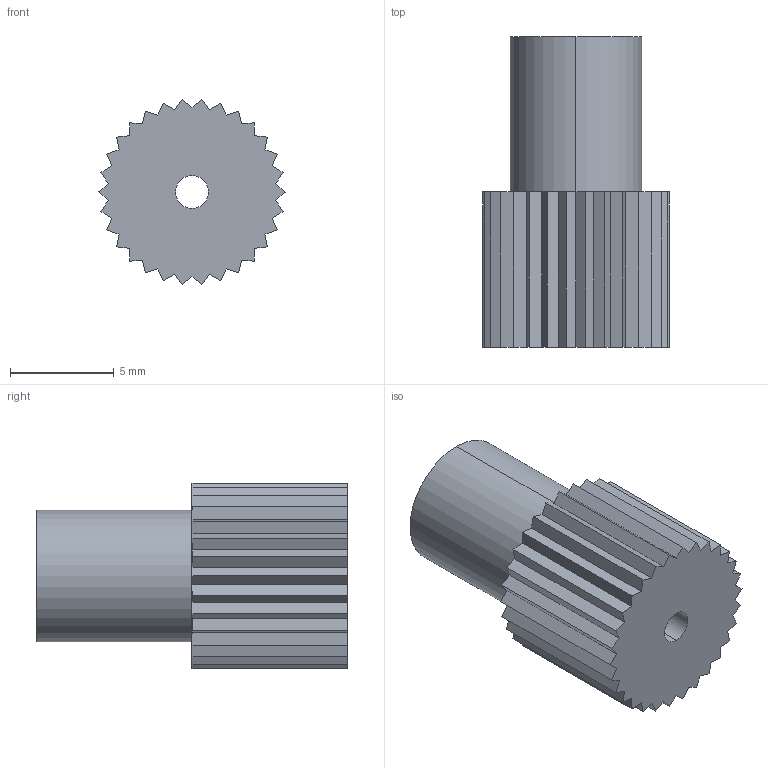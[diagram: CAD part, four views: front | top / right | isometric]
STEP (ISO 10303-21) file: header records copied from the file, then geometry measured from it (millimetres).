
FILE_DESCRIPTION (( 'STEP AP203' ), '1' );
FILE_NAME ('20-019432.step', '2022-03-18T14:02:16', ( '' ), ( '' ), 'SwSTEP 2.0', 'SolidWorks 2021', '' );
FILE_SCHEMA (( 'CONFIG_CONTROL_DESIGN' ));
Length unit declared in the file: millimetre
Products named in the file (1): 20-019432
Bounding box: 9 x 15 x 8.95 mm (x, y, z)
Volume: 638.6 mm3; surface area: 614.7 mm2
Topology: 1 solids, 1 shells, 67 faces, 192 edges, 128 vertices
Faces by surface type: plane 63, cylinder 4
Entity records: 2235 total; most frequent: CARTESIAN_POINT 388, ORIENTED_EDGE 384, DIRECTION 336, EDGE_CURVE 192, LINE 184, VECTOR 184, VERTEX_POINT 128, AXIS2_PLACEMENT_3D 76
